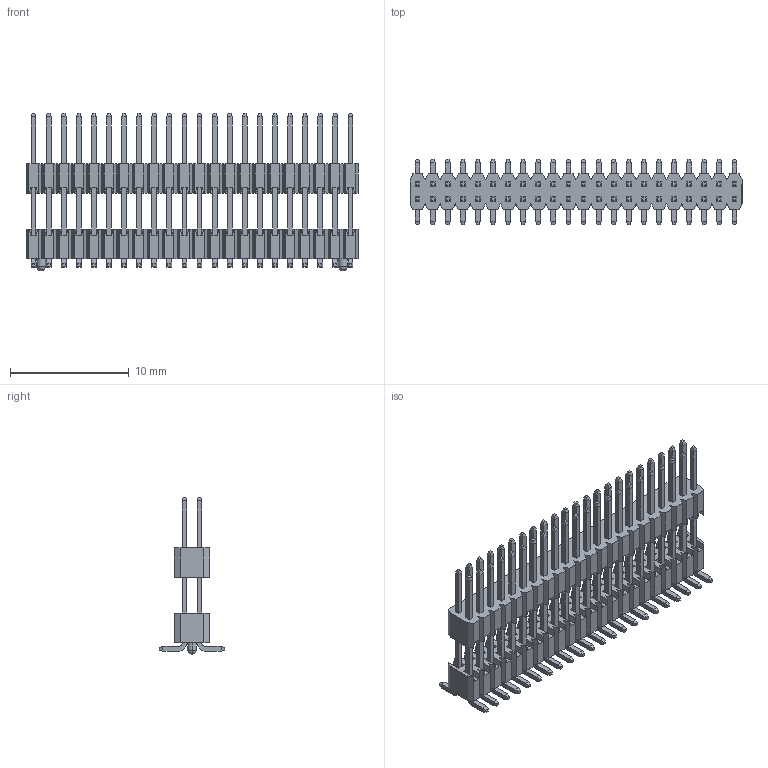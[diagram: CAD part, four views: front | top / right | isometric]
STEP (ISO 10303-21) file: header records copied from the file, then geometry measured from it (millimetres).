
FILE_DESCRIPTION (( 'STEP AP214' ), '1' );
FILE_NAME ('FPH12749-D44S1014120911M-REF.STEP', '2025-09-25T01:27:47', ( '' ), ( '' ), 'SwSTEP 2.0', 'SolidWorks 2021', '' );
FILE_SCHEMA (( 'AUTOMOTIVE_DESIGN' ));
Length unit declared in the file: millimetre
Products named in the file (1): FPH12749-D44S1014120911M-REF
Bounding box: 27.94 x 5.5 x 13.25 mm (x, y, z)
Volume: 434.2 mm3; surface area: 1558.5 mm2
Topology: 1 solids, 1 shells, 1734 faces, 4482 edges, 2838 vertices
Faces by surface type: plane 1638, cylinder 92, sphere 4
Entity records: 51444 total; most frequent: CARTESIAN_POINT 9043, ORIENTED_EDGE 8948, DIRECTION 8132, EDGE_CURVE 4474, LINE 4286, VECTOR 4286, VERTEX_POINT 2834, AXIS2_PLACEMENT_3D 1923
